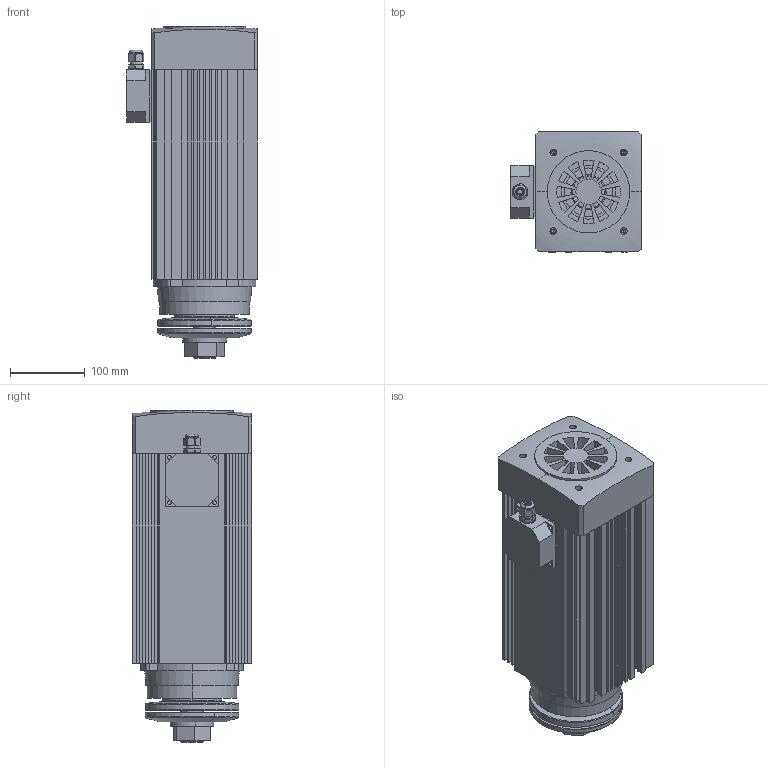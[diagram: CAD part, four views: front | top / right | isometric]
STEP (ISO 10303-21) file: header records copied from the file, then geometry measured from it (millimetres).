
FILE_DESCRIPTION (( 'STEP AP214' ), '1' );
FILE_NAME ('GDF71-6Z-7.5C(階窒堤盄).STEP', '2024-12-27T09:25:31', ( '00' ), ( '' ), 'SwSTEP 2.0', 'SolidWorks 2018', '' );
FILE_SCHEMA (( 'AUTOMOTIVE_DESIGN' ));
Length unit declared in the file: millimetre
Products named in the file (12): GDF71-6Z-7.5机壳（顶部出线）; 蹟譫; 7.5B粣; GDF71瑞欶; GDF71躇猾裔; GDF71揤啣; 萇擢嘐隅芛M12℅1.5; 70X70諉盄碟; 顶部出线子装配体; 70X70砎蝶菜; GDF71-6Z-7.5C傷裔; GDF71-6Z-7.5C(階窒堤盄)
Assembly tree (11 placements, depth 3):
  GDF71-6Z-7.5C(階窒堤盄)
    GDF71瑞欶
    7.5B粣
    GDF71揤啣
    蹟譫
    顶部出线子装配体
      GDF71-6Z-7.5机壳（顶部出线）
      70X70砎蝶菜
      70X70諉盄碟
    GDF71躇猾裔
    GDF71-6Z-7.5C傷裔
    萇擢嘐隅芛M12℅1.5
Bounding box: 174.5 x 160 x 443.5 mm (x, y, z)
Volume: 3055419.6 mm3; surface area: 818806.7 mm2
Topology: 10 solids, 10 shells, 594 faces, 1555 edges, 995 vertices
Faces by surface type: plane 316, cylinder 194, cone 78, torus 6
Entity records: 19292 total; most frequent: CARTESIAN_POINT 3553, DIRECTION 3192, ORIENTED_EDGE 3078, EDGE_CURVE 1539, AXIS2_PLACEMENT_3D 1068, VECTOR 1056, LINE 1056, VERTEX_POINT 995
